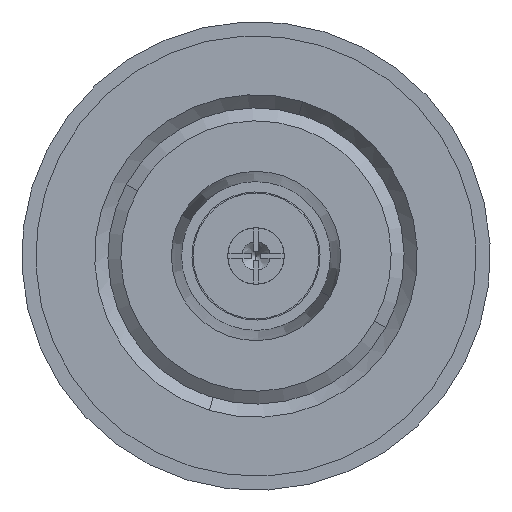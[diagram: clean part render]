
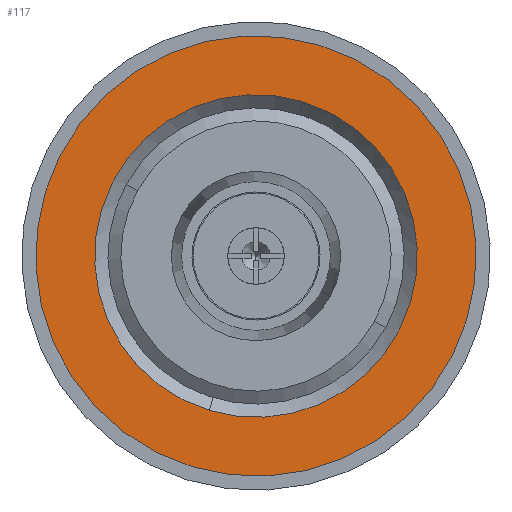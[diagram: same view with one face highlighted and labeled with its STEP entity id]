
A CAD part, left-side view. The second image highlights one B-rep face of the part: STEP entity #117.
In plain terms, the highlighted planar face has unit normal (-1, 0, 0).
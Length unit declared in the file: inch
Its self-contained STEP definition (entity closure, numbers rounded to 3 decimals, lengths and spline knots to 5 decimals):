
#117 = ADVANCED_FACE ( 'NONE', ( #721, #722 ), #723, .T. ) ;
#546 = EDGE_LOOP ( 'NONE', ( #1933, #1934 ) ) ;
#548 = EDGE_LOOP ( 'NONE', ( #1931, #1932 ) ) ;
#709 = CARTESIAN_POINT ( 'NONE',  ( -1.61323, 0.42824, 0.13571 ) ) ;
#721 = FACE_BOUND ( 'NONE', #548, .T. ) ;
#722 = FACE_OUTER_BOUND ( 'NONE', #546, .T. ) ;
#723 = PLANE ( 'NONE',  #2453 ) ;
#725 = DIRECTION ( 'NONE',  ( -1., 0., 0. ) ) ;
#726 = DIRECTION ( 'NONE',  ( 0., -0.29, 0.957 ) ) ;
#1931 = ORIENTED_EDGE ( 'NONE', *, *, #6551, .T. ) ;
#1932 = ORIENTED_EDGE ( 'NONE', *, *, #4205, .T. ) ;
#1933 = ORIENTED_EDGE ( 'NONE', *, *, #4204, .F. ) ;
#1934 = ORIENTED_EDGE ( 'NONE', *, *, #6532, .F. ) ;
#1976 = CIRCLE ( 'NONE', #1979, 0.4675 ) ;
#1979 = AXIS2_PLACEMENT_3D ( 'NONE', #3453, #3454, #3455 ) ;
#1999 = CIRCLE ( 'NONE', #2001, 0.3425 ) ;
#2001 = AXIS2_PLACEMENT_3D ( 'NONE', #3530, #3531, #3532 ) ;
#2453 = AXIS2_PLACEMENT_3D ( 'NONE', #709, #725, #726 ) ;
#3187 = VERTEX_POINT ( 'NONE', #5111 ) ;
#3246 = VERTEX_POINT ( 'NONE', #4290 ) ;
#3249 = VERTEX_POINT ( 'NONE', #4288 ) ;
#3258 = VERTEX_POINT ( 'NONE', #4300 ) ;
#3453 = CARTESIAN_POINT ( 'NONE',  ( -1.61323, -0.01913, 0. ) ) ;
#3454 = DIRECTION ( 'NONE',  ( 1., 0., 0. ) ) ;
#3455 = DIRECTION ( 'NONE',  ( 0., 0.29, -0.957 ) ) ;
#3530 = CARTESIAN_POINT ( 'NONE',  ( -1.61323, -0.01913, 0. ) ) ;
#3531 = DIRECTION ( 'NONE',  ( 1., 0., 0. ) ) ;
#3532 = DIRECTION ( 'NONE',  ( 0., 0.29, -0.957 ) ) ;
#3702 = AXIS2_PLACEMENT_3D ( 'NONE', #4693, #4694, #4695 ) ;
#3704 = CIRCLE ( 'NONE', #3705, 0.3425 ) ;
#3705 = AXIS2_PLACEMENT_3D ( 'NONE', #4696, #4697, #4698 ) ;
#4166 = CIRCLE ( 'NONE', #3702, 0.4675 ) ;
#4204 = EDGE_CURVE ( 'NONE', #3249, #3258, #4166, .T. ) ;
#4205 = EDGE_CURVE ( 'NONE', #3187, #3246, #3704, .T. ) ;
#4288 = CARTESIAN_POINT ( 'NONE',  ( -1.61323, 0.11657, -0.44737 ) ) ;
#4290 = CARTESIAN_POINT ( 'NONE',  ( -1.61323, -0.11856, 0.32775 ) ) ;
#4300 = CARTESIAN_POINT ( 'NONE',  ( -1.61323, -0.15484, 0.44737 ) ) ;
#4693 = CARTESIAN_POINT ( 'NONE',  ( -1.61323, -0.01913, 0. ) ) ;
#4694 = DIRECTION ( 'NONE',  ( 1., 0., 0. ) ) ;
#4695 = DIRECTION ( 'NONE',  ( 0., 0.29, -0.957 ) ) ;
#4696 = CARTESIAN_POINT ( 'NONE',  ( -1.61323, -0.01913, 0. ) ) ;
#4697 = DIRECTION ( 'NONE',  ( 1., 0., 0. ) ) ;
#4698 = DIRECTION ( 'NONE',  ( 0., 0.29, -0.957 ) ) ;
#5111 = CARTESIAN_POINT ( 'NONE',  ( -1.61323, 0.08029, -0.32775 ) ) ;
#6532 = EDGE_CURVE ( 'NONE', #3258, #3249, #1976, .T. ) ;
#6551 = EDGE_CURVE ( 'NONE', #3246, #3187, #1999, .T. ) ;
